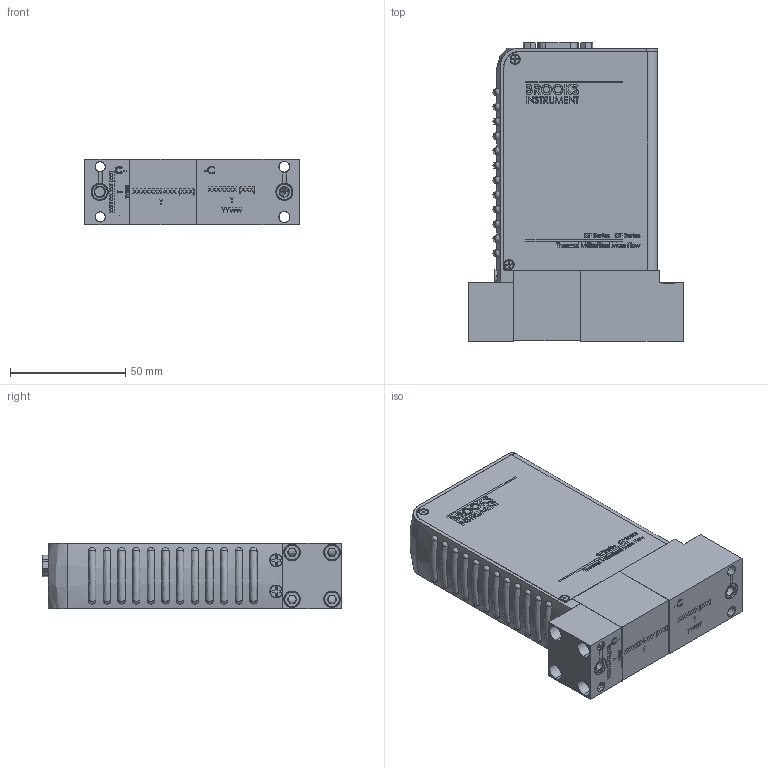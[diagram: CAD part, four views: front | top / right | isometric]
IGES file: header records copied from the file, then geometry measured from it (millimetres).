
Start section: SolidWorks IGES file using analytic representation for surfaces
Global section: file name: GF100-GF120-GF125-DX-TX.IGS; native system: SolidWorks 2017; preprocessor: SolidWorks 2017; author: cfehr; date: 180119.161610; units: inch
Bounding box: 92.96 x 129.41 x 28.59 mm (x, y, z)
Surface area: 55682.3 mm2 (no closed solid volume)
Topology: 0 solids, 0 shells, 1072 faces, 26822 edges, 26820 vertices
Faces by surface type: bspline 815, revolution 257
